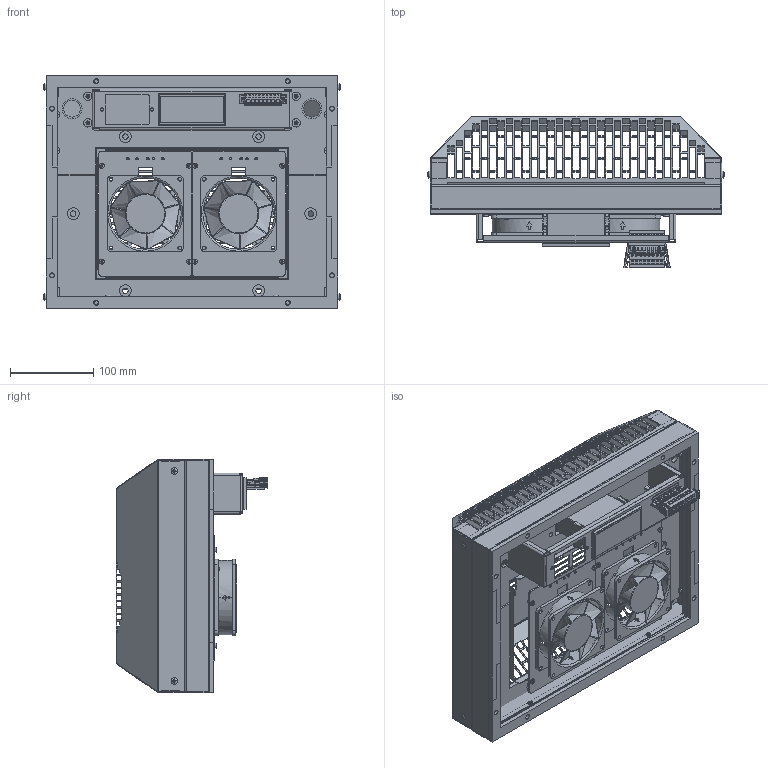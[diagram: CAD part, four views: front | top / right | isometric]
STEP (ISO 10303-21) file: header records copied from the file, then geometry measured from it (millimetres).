
FILE_DESCRIPTION((''),'2;1');
FILE_NAME('TG6105305_ASM','2018-10-01T',('danielc'),(''),'CREO PARAMETRIC BY PTC INC, 2017480','CREO PARAMETRIC BY PTC INC, 2017480','');
FILE_SCHEMA(('CONFIG_CONTROL_DESIGN'));
Products named in the file (33): TG6105-COVER_1_1_1_1; SCREW_DIN_7985-M4X10-A2_1_1_1_1; TG6105-COVER_ASM_1_ASM_1_ASM_1__ASM; TG6105-HOUSING_1_1_1_1; POPNUT_M5_HEX_CLOSED_A2_1_1_1_1; TG6105-WATER-DEFLECTOR_1_1_1_1; M3_X_6_AL_AL_RIVETED_1_1_1_1; TG6105-HOUSING-MNF_ASM_1_ASM_1__ASM; TG3050-41800-INT-DEFL_1_1_1_1; SCREW_DIN_7985-M3X6-4_8_1_1_1_1; TG3102-INT-REDESIGN2015_ASM_1_A_ASM; TG3102-FOR-TG6100_ASM_1_ASM_1_A_ASM; TG6105-PELTIER-MODULES_ASM_1_AS_ASM; TG6105-HOUSING-INS-1_1_1_1_1; TG6105-HOUSING-INS-2_1_1_1_1; TG6105-MOUNTING-INS-HOR_1_1_1_1; TG6105-MOUNTING-INS-VERT_1_1_1_; TG6105-HOUSING_ASM_1_ASM_1_ASM__ASM; CAREL_IR33PLUS_SEIFERT_1_1_1_1; CAREL_IR33_PLUS_SEIFERT_ASM_1_A_ASM; TG6105-CNTRLR-BKT_1_1_1_1; TG6105-CNTRLR-BKT-MNF_ASM_1_ASM_ASM; 072106080019_1_1_1_1; TG6105-CONTROLLER-BKT_ASM_1_ASM_ASM; TG-6105_RECESSED_ASM_1_ASM_1_AS_ASM; TG6105_CONDENSATE_DRAIN_ASM_1_A; TG6105_CONDENSATE_DRAIN_ASSY__1_ASM; TG6105_CONDENSATE_DRAIN_A-98402_ASM; TG6105_CONDENSATE_DRAIN_A-98437_ASM; 3414NM; TG6105303_ASM_1_ASM; 072101080037; TG6105305_ASM
Assembly tree (54 placements, depth 11):
  TG6105305_ASM
    TG6105303_ASM_1_ASM
      TG6105_CONDENSATE_DRAIN_A-98437_ASM
        TG6105_CONDENSATE_DRAIN_A-98402_ASM
          TG6105_CONDENSATE_DRAIN_ASSY__1_ASM
            TG-6105_RECESSED_ASM_1_ASM_1_AS_ASM
              TG6105-COVER_ASM_1_ASM_1_ASM_1__ASM
                TG6105-COVER_1_1_1_1
                SCREW_DIN_7985-M4X10-A2_1_1_1_1  x4
              TG6105-HOUSING_ASM_1_ASM_1_ASM__ASM
                TG6105-HOUSING-MNF_ASM_1_ASM_1__ASM
                  TG6105-HOUSING_1_1_1_1
                  POPNUT_M5_HEX_CLOSED_A2_1_1_1_1  x8
                  TG6105-WATER-DEFLECTOR_1_1_1_1
                  M3_X_6_AL_AL_RIVETED_1_1_1_1  x2
                TG6105-PELTIER-MODULES_ASM_1_AS_ASM
                  TG3102-FOR-TG6100_ASM_1_ASM_1_A_ASM
                TG6105-HOUSING-INS-1_1_1_1_1
                TG6105-HOUSING-INS-2_1_1_1_1
                TG6105-MOUNTING-INS-HOR_1_1_1_1  x2
                TG6105-MOUNTING-INS-VERT_1_1_1_  x2
              TG6105-CONTROLLER-BKT_ASM_1_ASM_ASM
                CAREL_IR33_PLUS_SEIFERT_ASM_1_A_ASM
                  CAREL_IR33PLUS_SEIFERT_1_1_1_1
                TG6105-CNTRLR-BKT-MNF_ASM_1_ASM_ASM
                  TG6105-CNTRLR-BKT_1_1_1_1
                072106080019_1_1_1_1
            TG6105_CONDENSATE_DRAIN_ASM_1_A
      3414NM  x2
    072101080037
Bounding box: 356.09 x 182.24 x 280 mm (x, y, z)
Volume: 980197.2 mm3; surface area: 909046.2 mm2
Topology: 39 solids, 59 shells, 4870 faces, 13231 edges, 8306 vertices
Faces by surface type: plane 3339, cylinder 979, cone 288, torus 118, bspline 106, sphere 40
Entity records: 122382 total; most frequent: CARTESIAN_POINT 24595, ORIENTED_EDGE 20570, DIRECTION 19375, EDGE_CURVE 10299, VECTOR 8195, LINE 8195, VERTEX_POINT 6495, AXIS2_PLACEMENT_3D 5590
